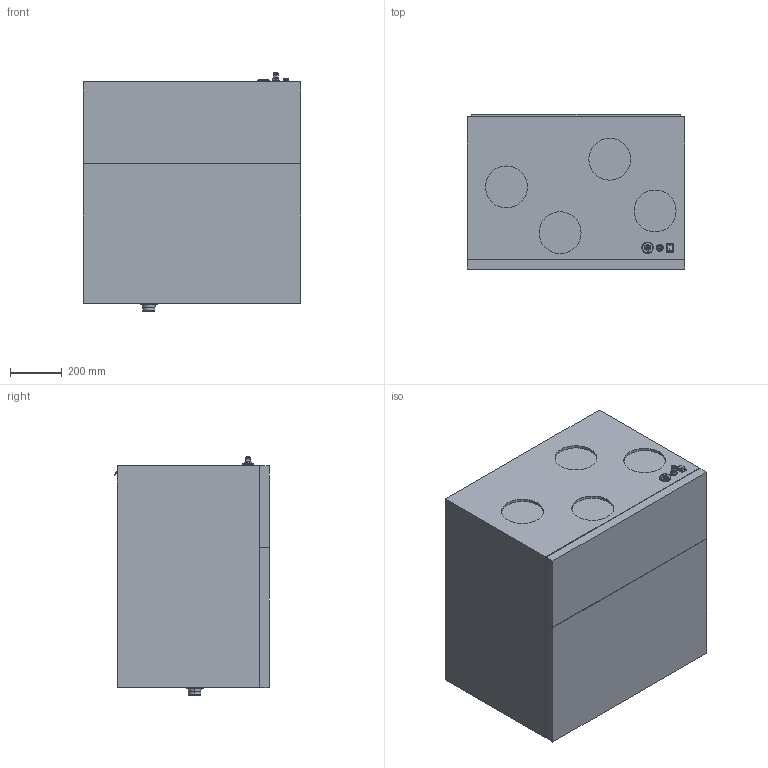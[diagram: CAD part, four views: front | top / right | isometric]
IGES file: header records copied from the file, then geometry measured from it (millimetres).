
Start section: Elysium IGES Interface
Global section: file name: WS320-470R.igs; native system: PTC Creo Elements/Direct Modeling 19.0C  15-Aug-2015; preprocessor: Creo Element/Direct IGES_3D V2.2; author: Unknown; organization: Unknown; date: 20190506.121726; units: millimetre
Bounding box: 841 x 597.62 x 920 mm (x, y, z)
Volume: 422360279.2 mm3; surface area: 3510213 mm2
Topology: 1 solids, 1 shells, 214 faces, 512 edges, 330 vertices
Faces by surface type: bspline 214
